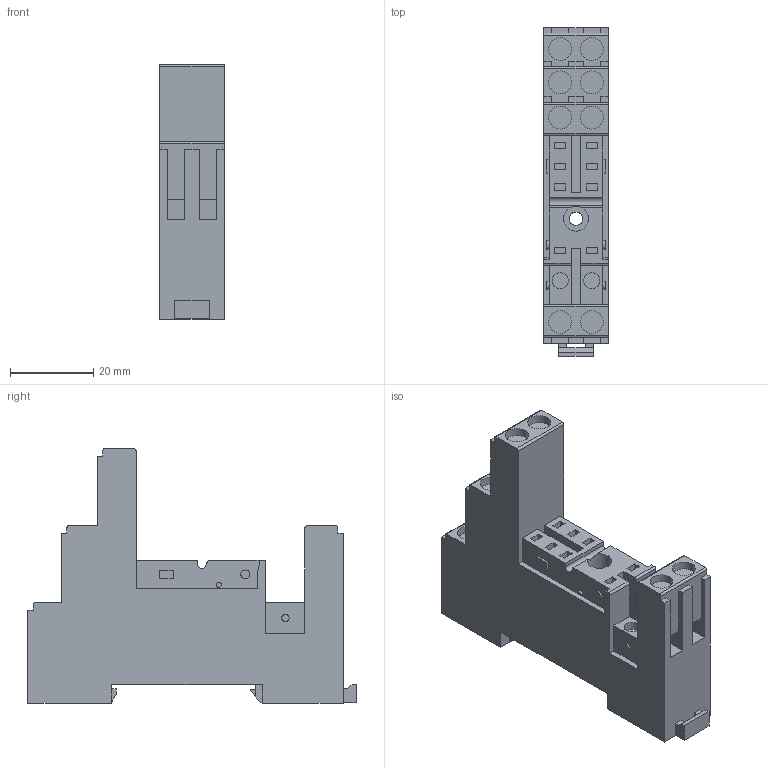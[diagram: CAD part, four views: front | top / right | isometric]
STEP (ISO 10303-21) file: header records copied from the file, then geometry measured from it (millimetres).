
FILE_DESCRIPTION(/* description */ (''),/* implementation_level */ '2;1');
FILE_NAME(/* name */ '3d_HR5XS21.stp',/* time_stamp */ '2018-11-13T08:10:27+01:00',/* author */ ('Andrzej'),/* organization */ (''),/* preprocessor_version */ 'ST-DEVELOPER v16.13',/* originating_system */ 'AutoCAD Mechanical',/* authorisation */ '');
FILE_SCHEMA (('AUTOMOTIVE_DESIGN { 1 0 10303 214 3 1 1 }'));
Length unit declared in the file: millimetre
Products named in the file (1): Product
Bounding box: 15.6 x 78.9 x 61.2 mm (x, y, z)
Volume: 37617 mm3; surface area: 13167.3 mm2
Topology: 1 solids, 1 shells, 225 faces, 749 edges, 710 vertices
Faces by surface type: plane 198, cylinder 27
Full cylindrical faces by diameter (mm): 1.2 x2, 1.8 x2, 2.1 x2, 3.2 x1, 3.9 x2, 5.5 x8, 6 x1
Entity records: 8082 total; most frequent: CARTESIAN_POINT 1676, DIRECTION 1266, ORIENTED_EDGE 1140, LINE 654, VECTOR 654, EDGE_CURVE 570, VERTEX_POINT 388, AXIS2_PLACEMENT_3D 306
